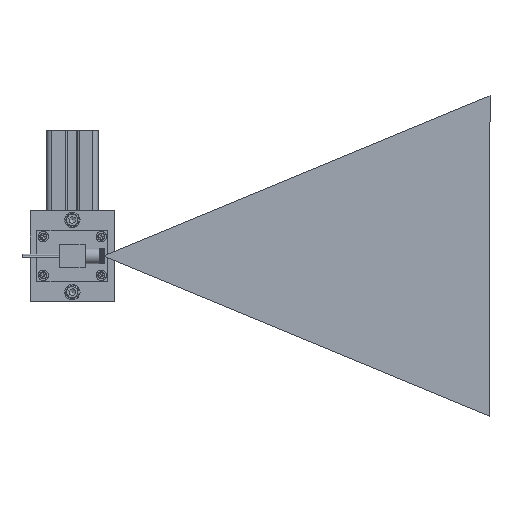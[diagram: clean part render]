
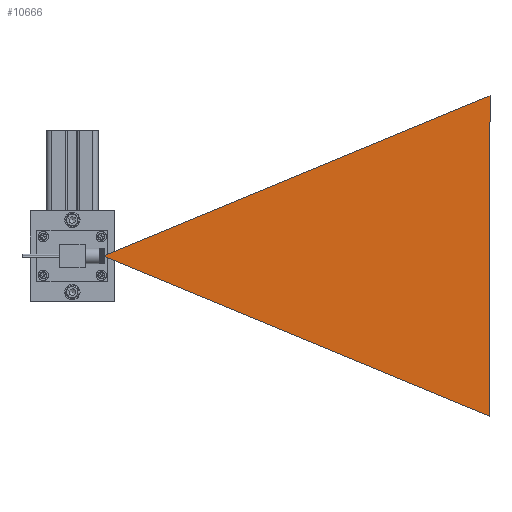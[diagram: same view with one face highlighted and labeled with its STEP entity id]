
A CAD part, top view. The second image highlights one B-rep face of the part: STEP entity #10666.
In plain terms, the highlighted face is planar.
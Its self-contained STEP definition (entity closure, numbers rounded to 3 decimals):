
#828=FACE_OUTER_BOUND('',#1410,.T.);
#1410=EDGE_LOOP('',(#9548,#9549,#9550));
#2517=LINE('',#17974,#3614);
#2518=LINE('',#17976,#3615);
#2519=LINE('',#17977,#3616);
#3614=VECTOR('',#14794,10.);
#3615=VECTOR('',#14795,10.);
#3616=VECTOR('',#14796,10.);
#5053=VERTEX_POINT('',#17972);
#5054=VERTEX_POINT('',#17973);
#5055=VERTEX_POINT('',#17975);
#6563=EDGE_CURVE('',#5053,#5054,#2517,.T.);
#6564=EDGE_CURVE('',#5054,#5055,#2518,.T.);
#6565=EDGE_CURVE('',#5055,#5053,#2519,.T.);
#9548=ORIENTED_EDGE('',*,*,#6563,.T.);
#9549=ORIENTED_EDGE('',*,*,#6564,.T.);
#9550=ORIENTED_EDGE('',*,*,#6565,.T.);
#10141=PLANE('',#11835);
#10666=ADVANCED_FACE('',(#828),#10141,.T.);
#11835=AXIS2_PLACEMENT_3D('',#17971,#14792,#14793);
#14792=DIRECTION('center_axis',(1.,0.,0.));
#14793=DIRECTION('ref_axis',(0.,0.,-1.));
#14794=DIRECTION('',(0.,-0.924,-0.383));
#14795=DIRECTION('',(0.,0.924,-0.383));
#14796=DIRECTION('',(0.,0.,1.));
#17971=CARTESIAN_POINT('Origin',(0.005,184.5,0.));
#17972=CARTESIAN_POINT('',(0.005,334.,124.264));
#17973=CARTESIAN_POINT('',(0.005,34.,0.));
#17974=CARTESIAN_POINT('',(0.005,334.,124.264));
#17975=CARTESIAN_POINT('',(0.005,334.,-124.264));
#17976=CARTESIAN_POINT('',(0.005,34.,0.));
#17977=CARTESIAN_POINT('',(0.005,334.,-124.264));
